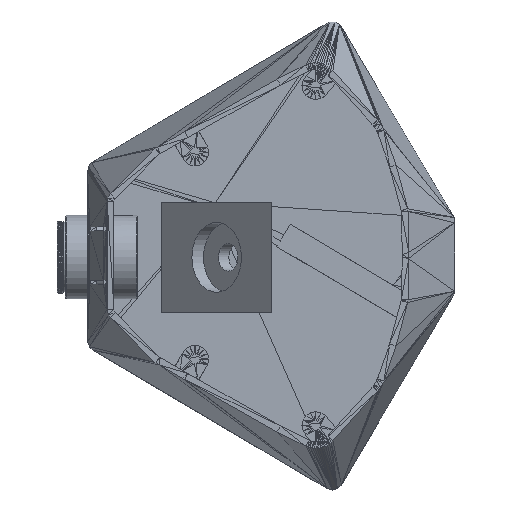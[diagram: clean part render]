
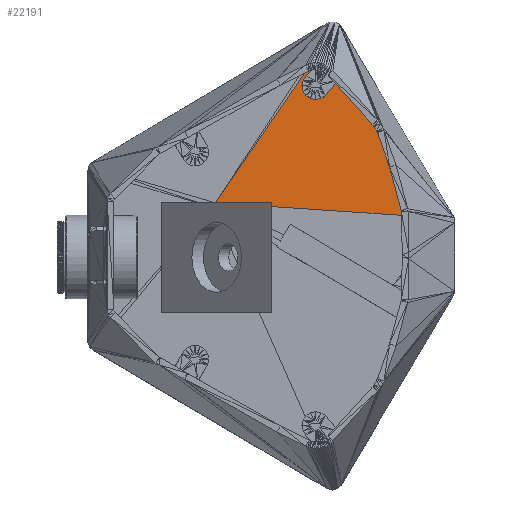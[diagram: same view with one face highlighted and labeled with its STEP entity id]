
A CAD part, top view. The second image highlights one B-rep face of the part: STEP entity #22191.
In plain terms, the highlighted planar face has unit normal (0, 0, 1).
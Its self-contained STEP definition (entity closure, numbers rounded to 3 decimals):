
#212=PLANE('',#24044);
#1864=FACE_OUTER_BOUND('',#3677,.T.);
#3677=EDGE_LOOP('',(#15924,#15925,#15926,#15927,#15928,#15929,#15930,#15931,
#15932));
#5869=LINE('',#32434,#8655);
#5872=LINE('',#32440,#8658);
#5873=LINE('',#32442,#8659);
#5874=LINE('',#32444,#8660);
#5875=LINE('',#32446,#8661);
#5876=LINE('',#32448,#8662);
#5877=LINE('',#32450,#8663);
#5878=LINE('',#32452,#8664);
#5879=LINE('',#32453,#8665);
#8655=VECTOR('',#25831,10.);
#8658=VECTOR('',#25836,10.);
#8659=VECTOR('',#25837,10.);
#8660=VECTOR('',#25838,10.);
#8661=VECTOR('',#25839,10.);
#8662=VECTOR('',#25840,10.);
#8663=VECTOR('',#25841,10.);
#8664=VECTOR('',#25842,10.);
#8665=VECTOR('',#25843,10.);
#11450=VERTEX_POINT('',#32430);
#11452=VERTEX_POINT('',#32433);
#11454=VERTEX_POINT('',#32439);
#11455=VERTEX_POINT('',#32441);
#11456=VERTEX_POINT('',#32443);
#11457=VERTEX_POINT('',#32445);
#11458=VERTEX_POINT('',#32447);
#11459=VERTEX_POINT('',#32449);
#11460=VERTEX_POINT('',#32451);
#12781=EDGE_CURVE('',#11452,#11450,#5869,.T.);
#12784=EDGE_CURVE('',#11454,#11450,#5872,.T.);
#12785=EDGE_CURVE('',#11455,#11454,#5873,.T.);
#12786=EDGE_CURVE('',#11455,#11456,#5874,.T.);
#12787=EDGE_CURVE('',#11457,#11456,#5875,.T.);
#12788=EDGE_CURVE('',#11458,#11457,#5876,.T.);
#12789=EDGE_CURVE('',#11459,#11458,#5877,.T.);
#12790=EDGE_CURVE('',#11459,#11460,#5878,.T.);
#12791=EDGE_CURVE('',#11452,#11460,#5879,.T.);
#15924=ORIENTED_EDGE('',*,*,#12784,.F.);
#15925=ORIENTED_EDGE('',*,*,#12785,.F.);
#15926=ORIENTED_EDGE('',*,*,#12786,.T.);
#15927=ORIENTED_EDGE('',*,*,#12787,.F.);
#15928=ORIENTED_EDGE('',*,*,#12788,.F.);
#15929=ORIENTED_EDGE('',*,*,#12789,.F.);
#15930=ORIENTED_EDGE('',*,*,#12790,.T.);
#15931=ORIENTED_EDGE('',*,*,#12791,.F.);
#15932=ORIENTED_EDGE('',*,*,#12781,.T.);
#22191=ADVANCED_FACE('',(#1864),#212,.T.);
#24044=AXIS2_PLACEMENT_3D('',#32438,#25834,#25835);
#25831=DIRECTION('',(-0.824,0.567,0.));
#25834=DIRECTION('center_axis',(0.,0.,
1.));
#25835=DIRECTION('ref_axis',(-1.,0.,0.));
#25836=DIRECTION('',(0.,1.,0.));
#25837=DIRECTION('',(1.,0.,0.));
#25838=DIRECTION('',(-0.067,-0.998,0.));
#25839=DIRECTION('',(-0.861,-0.509,0.));
#25840=DIRECTION('',(-0.509,0.861,0.));
#25841=DIRECTION('',(-0.861,-0.509,0.));
#25842=DIRECTION('',(-0.509,0.861,0.));
#25843=DIRECTION('',(-0.861,-0.509,0.));
#32430=CARTESIAN_POINT('',(40.,20.414,-4.));
#32433=CARTESIAN_POINT('',(103.109,-23.059,-4.));
#32434=CARTESIAN_POINT('',(103.109,-23.059,-4.));
#32438=CARTESIAN_POINT('Origin',(34.258,-63.796,-4.));
#32439=CARTESIAN_POINT('',(40.,0.,-4.));
#32440=CARTESIAN_POINT('',(40.,-21.898,-4.));
#32441=CARTESIAN_POINT('',(38.556,0.,-4.));
#32442=CARTESIAN_POINT('',(17.129,0.,-4.));
#32443=CARTESIAN_POINT('',(34.258,-63.796,-4.));
#32444=CARTESIAN_POINT('',(39.934,20.46,-4.));
#32445=CARTESIAN_POINT('',(36.129,-62.689,-4.));
#32446=CARTESIAN_POINT('',(103.109,-23.059,-4.));
#32447=CARTESIAN_POINT('',(37.435,-64.897,-4.));
#32448=CARTESIAN_POINT('',(37.435,-64.897,-4.));
#32449=CARTESIAN_POINT('',(100.262,-27.724,-4.));
#32450=CARTESIAN_POINT('',(101.788,-26.821,-4.));
#32451=CARTESIAN_POINT('',(98.956,-25.517,-4.));
#32452=CARTESIAN_POINT('',(100.262,-27.724,-4.));
#32453=CARTESIAN_POINT('',(103.109,-23.059,-4.));
